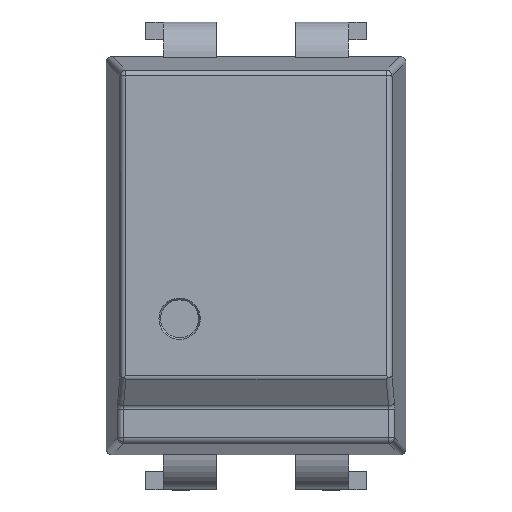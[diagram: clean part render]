
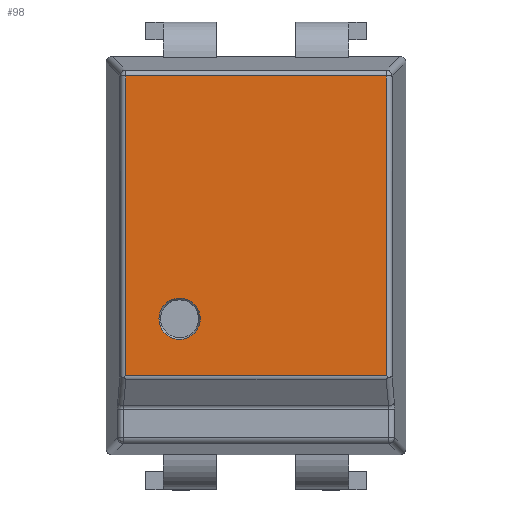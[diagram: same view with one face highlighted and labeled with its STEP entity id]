
A CAD part, top view. The second image highlights one B-rep face of the part: STEP entity #98.
In plain terms, the highlighted planar face has unit normal (0, 0, 1).
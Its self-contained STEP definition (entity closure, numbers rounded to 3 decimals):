
#98=ADVANCED_FACE('',(#1346,#1348),#1350,.T.);
#1346=FACE_BOUND('',#1347,.T.);
#1347=EDGE_LOOP('',(#2416,#2417,#2418,#2419));
#1348=FACE_BOUND('',#1349,.T.);
#1349=EDGE_LOOP('',(#2420));
#1350=PLANE('',#1351);
#1351=AXIS2_PLACEMENT_3D('',#1352,#1353,#1354);
#1352=CARTESIAN_POINT('',(0.,0.,4.8));
#1353=DIRECTION('',(0.,0.,1.));
#1354=DIRECTION('',(1.,0.,0.));
#2416=ORIENTED_EDGE('',*,*,#3016,.T.);
#2417=ORIENTED_EDGE('',*,*,#3017,.T.);
#2418=ORIENTED_EDGE('',*,*,#3018,.T.);
#2419=ORIENTED_EDGE('',*,*,#3019,.T.);
#2420=ORIENTED_EDGE('',*,*,#3020,.T.);
#3016=EDGE_CURVE('',#3316,#3317,#3318,.T.);
#3017=EDGE_CURVE('',#3317,#3319,#3320,.T.);
#3018=EDGE_CURVE('',#3319,#3321,#3322,.T.);
#3019=EDGE_CURVE('',#3321,#3316,#3323,.F.);
#3020=EDGE_CURVE('',#3324,#3324,#3325,.F.);
#3316=VERTEX_POINT('',#3794);
#3317=VERTEX_POINT('',#3795);
#3318=LINE('',#3796,#3797);
#3319=VERTEX_POINT('',#3799);
#3320=LINE('',#3800,#3801);
#3321=VERTEX_POINT('',#3803);
#3322=LINE('',#3804,#3805);
#3323=LINE('',#3807,#3808);
#3324=VERTEX_POINT('',#3810);
#3325=CIRCLE('',#3811,0.35);
#3794=CARTESIAN_POINT('',(2.206,-2.041,4.8));
#3795=CARTESIAN_POINT('',(2.206,3.041,4.8));
#3796=CARTESIAN_POINT('',(2.206,-2.041,4.8));
#3797=VECTOR('',#3798,1.);
#3798=DIRECTION('',(0.,1.,0.));
#3799=CARTESIAN_POINT('',(-2.206,3.041,4.8));
#3800=CARTESIAN_POINT('',(2.206,3.041,4.8));
#3801=VECTOR('',#3802,1.);
#3802=DIRECTION('',(-1.,0.,0.));
#3803=CARTESIAN_POINT('',(-2.206,-2.041,4.8));
#3804=CARTESIAN_POINT('',(-2.206,3.041,4.8));
#3805=VECTOR('',#3806,1.);
#3806=DIRECTION('',(0.,-1.,0.));
#3807=CARTESIAN_POINT('',(2.206,-2.041,4.8));
#3808=VECTOR('',#3809,1.);
#3809=DIRECTION('',(-1.,0.,0.));
#3810=CARTESIAN_POINT('',(-0.944,-1.073,4.8));
#3811=AXIS2_PLACEMENT_3D('',#3812,#3813,#3814);
#3812=CARTESIAN_POINT('',(-1.294,-1.073,4.8));
#3813=DIRECTION('',(0.,0.,1.));
#3814=DIRECTION('',(1.,0.,0.));
